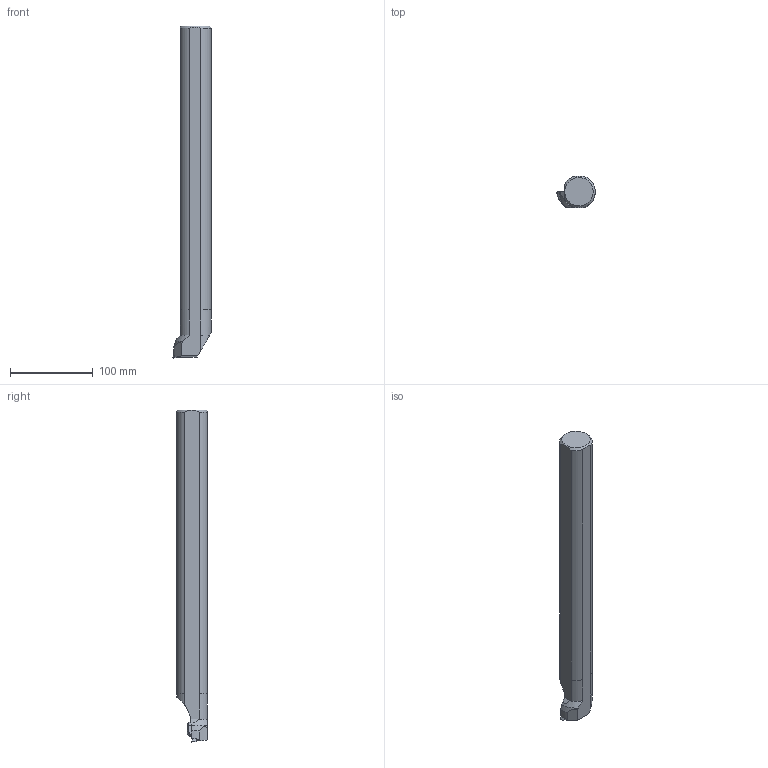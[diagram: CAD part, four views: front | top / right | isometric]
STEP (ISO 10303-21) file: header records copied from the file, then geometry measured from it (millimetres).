
FILE_DESCRIPTION(/* description */ ('3-D model version:1'),/* implementation_level */ '2;1');
FILE_NAME(/* name */ 'S40V-CTFPR22',/* time_stamp */ '2016-01-22T18:05:41+01:00',/* author */ ('InteractiveCad'),/* organization */ ('AB Sandvik Coromant'),/* preprocessor_version */ 'ST-DEVELOPER v15',/* originating_system */ 'SIEMENS PLM Software NX 8.5',/* authorisation */ '');
FILE_SCHEMA (('AP203_CONFIGURATION_CONTROLLED_3D_DESIGN_OF_MECHANICAL_PARTS_AND_ASSEMBLIES_MIM_LF { 1 0 10303 403 2 1 2}'));
Length unit declared in the file: millimetre
Products named in the file (1): S40V_CTFPR22_SIM
Bounding box: 46.56 x 37 x 401.62 mm (x, y, z)
Volume: 446196.9 mm3; surface area: 51309.5 mm2
Topology: 3 solids, 3 shells, 69 faces, 186 edges, 124 vertices
Faces by surface type: plane 36, cylinder 19, cone 10, bspline 2, torus 2
Full cylindrical faces by diameter (mm): 10.85 x1
Entity records: 2479 total; most frequent: CARTESIAN_POINT 698, ORIENTED_EDGE 364, DIRECTION 323, EDGE_CURVE 182, VERTEX_POINT 122, AXIS2_PLACEMENT_3D 112, LINE 99, VECTOR 99
